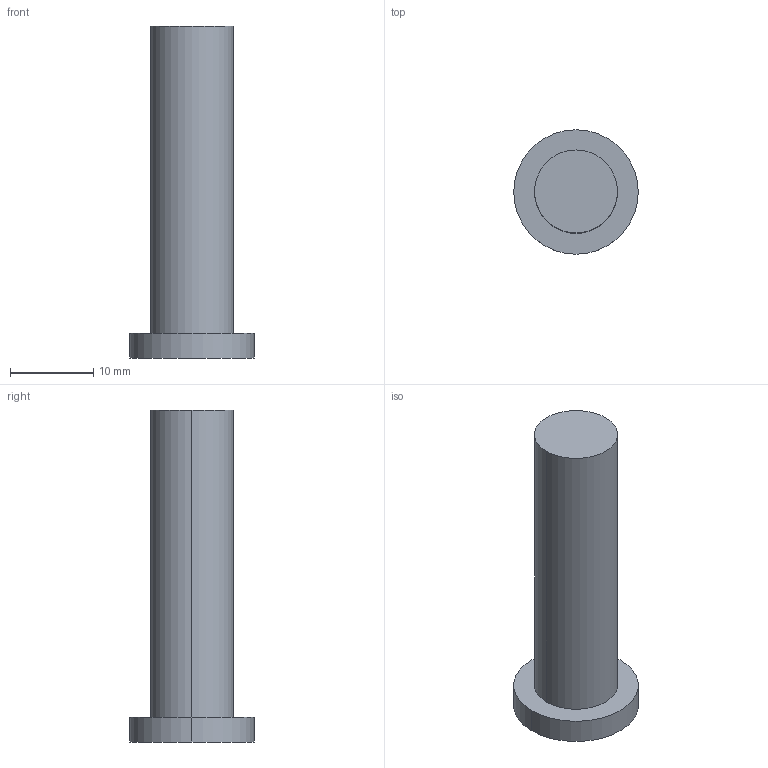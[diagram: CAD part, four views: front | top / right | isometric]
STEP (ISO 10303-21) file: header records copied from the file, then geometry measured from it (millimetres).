
FILE_DESCRIPTION(('AS1 - BOLT','test ext ref','.','CATIA model tolerance 0.10000'),'2;1');
FILE_NAME('as1','2000-06-14T10:21:54+1:00',('ww'),('ww','.'),'debis Systemhaus: CATIA V4-->STEP Version 4.0.1.0','CATIA V4','ww');
FILE_SCHEMA(('AUTOMOTIVE_DESIGN { 1 0 10303 214 0 1 1 1 }'));
Length unit declared in the file: millimetre
Products named in the file (1): BOLT
Bounding box: 15 x 15 x 40 mm (x, y, z)
Volume: 3436.1 mm3; surface area: 1657.2 mm2
Topology: 1 solids, 1 shells, 7 faces, 17 edges, 18 vertices
Faces by surface type: bspline 4, plane 3
Entity records: 512 total; most frequent: CARTESIAN_POINT 237, DIRECTION 37, B_SPLINE_CURVE_WITH_KNOTS 24, DEFINITIONAL_REPRESENTATION 24, PCURVE 24, ORIENTED_EDGE 24, AXIS2_PLACEMENT_3D 14, EDGE_CURVE 12
